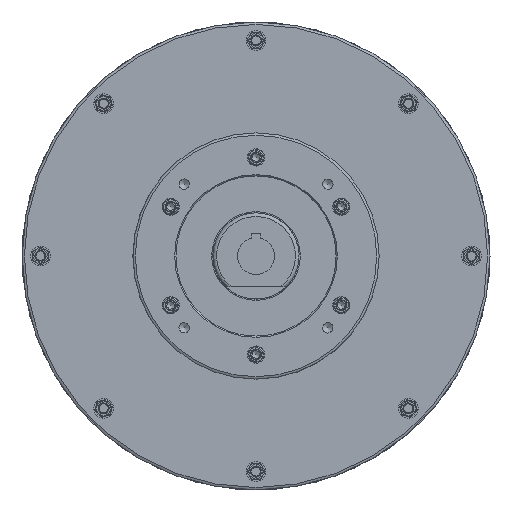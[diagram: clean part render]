
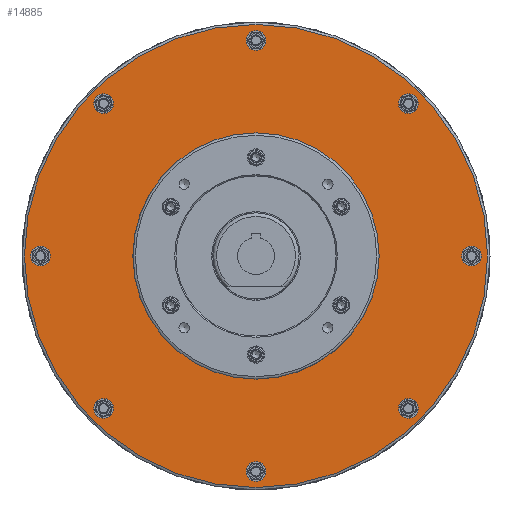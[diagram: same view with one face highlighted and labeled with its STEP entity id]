
A CAD part, left-side view. The second image highlights one B-rep face of the part: STEP entity #14885.
In plain terms, the highlighted planar face has unit normal (-1, 0, 0).
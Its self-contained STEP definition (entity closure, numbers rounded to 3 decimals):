
#2821=FACE_BOUND('',#5178,.T.);
#2822=FACE_BOUND('',#5179,.T.);
#2823=FACE_BOUND('',#5180,.T.);
#2824=FACE_BOUND('',#5181,.T.);
#2825=FACE_BOUND('',#5182,.T.);
#2826=FACE_BOUND('',#5183,.T.);
#2827=FACE_BOUND('',#5184,.T.);
#2828=FACE_BOUND('',#5185,.T.);
#2829=FACE_BOUND('',#5186,.T.);
#3733=FACE_OUTER_BOUND('',#5177,.T.);
#5177=EDGE_LOOP('',(#11832));
#5178=EDGE_LOOP('',(#11833));
#5179=EDGE_LOOP('',(#11834));
#5180=EDGE_LOOP('',(#11835));
#5181=EDGE_LOOP('',(#11836));
#5182=EDGE_LOOP('',(#11837));
#5183=EDGE_LOOP('',(#11838));
#5184=EDGE_LOOP('',(#11839));
#5185=EDGE_LOOP('',(#11840));
#5186=EDGE_LOOP('',(#11841));
#6008=CIRCLE('',#16117,8.);
#6024=CIRCLE('',#16156,8.);
#6030=CIRCLE('',#16166,8.);
#6046=CIRCLE('',#16205,8.);
#6052=CIRCLE('',#16215,8.);
#6068=CIRCLE('',#16254,8.);
#6074=CIRCLE('',#16264,8.);
#6090=CIRCLE('',#16303,8.);
#6111=CIRCLE('',#16368,188.);
#6112=CIRCLE('',#16369,60.);
#7076=VERTEX_POINT('',#23611);
#7104=VERTEX_POINT('',#23726);
#7110=VERTEX_POINT('',#23742);
#7138=VERTEX_POINT('',#23857);
#7144=VERTEX_POINT('',#23873);
#7172=VERTEX_POINT('',#23988);
#7178=VERTEX_POINT('',#24004);
#7206=VERTEX_POINT('',#24119);
#7263=VERTEX_POINT('',#24349);
#7264=VERTEX_POINT('',#24351);
#8611=EDGE_CURVE('',#7076,#7076,#6008,.T.);
#8651=EDGE_CURVE('',#7104,#7104,#6024,.T.);
#8657=EDGE_CURVE('',#7110,#7110,#6030,.T.);
#8697=EDGE_CURVE('',#7138,#7138,#6046,.T.);
#8703=EDGE_CURVE('',#7144,#7144,#6052,.T.);
#8743=EDGE_CURVE('',#7172,#7172,#6068,.T.);
#8749=EDGE_CURVE('',#7178,#7178,#6074,.T.);
#8789=EDGE_CURVE('',#7206,#7206,#6090,.T.);
#8870=EDGE_CURVE('',#7263,#7263,#6111,.T.);
#8871=EDGE_CURVE('',#7264,#7264,#6112,.T.);
#11832=ORIENTED_EDGE('',*,*,#8870,.T.);
#11833=ORIENTED_EDGE('',*,*,#8611,.T.);
#11834=ORIENTED_EDGE('',*,*,#8651,.T.);
#11835=ORIENTED_EDGE('',*,*,#8657,.T.);
#11836=ORIENTED_EDGE('',*,*,#8697,.T.);
#11837=ORIENTED_EDGE('',*,*,#8703,.T.);
#11838=ORIENTED_EDGE('',*,*,#8743,.T.);
#11839=ORIENTED_EDGE('',*,*,#8749,.T.);
#11840=ORIENTED_EDGE('',*,*,#8789,.T.);
#11841=ORIENTED_EDGE('',*,*,#8871,.T.);
#13060=PLANE('',#16367);
#14885=ADVANCED_FACE('',(#3733,#2821,#2822,#2823,#2824,#2825,#2826,#2827,
#2828,#2829),#13060,.F.);
#16117=AXIS2_PLACEMENT_3D('',#23612,#19237,#19238);
#16156=AXIS2_PLACEMENT_3D('',#23727,#19327,#19328);
#16166=AXIS2_PLACEMENT_3D('',#23743,#19347,#19348);
#16205=AXIS2_PLACEMENT_3D('',#23858,#19437,#19438);
#16215=AXIS2_PLACEMENT_3D('',#23874,#19457,#19458);
#16254=AXIS2_PLACEMENT_3D('',#23989,#19547,#19548);
#16264=AXIS2_PLACEMENT_3D('',#24005,#19567,#19568);
#16303=AXIS2_PLACEMENT_3D('',#24120,#19657,#19658);
#16367=AXIS2_PLACEMENT_3D('',#24348,#19821,#19822);
#16368=AXIS2_PLACEMENT_3D('',#24350,#19823,#19824);
#16369=AXIS2_PLACEMENT_3D('',#24352,#19825,#19826);
#19237=DIRECTION('center_axis',(1.,0.,0.));
#19238=DIRECTION('ref_axis',(0.,0.707,-0.707));
#19327=DIRECTION('center_axis',(1.,0.,0.));
#19328=DIRECTION('ref_axis',(0.,0.,
-1.));
#19347=DIRECTION('center_axis',(1.,0.,0.));
#19348=DIRECTION('ref_axis',(0.,-0.707,-0.707));
#19437=DIRECTION('center_axis',(1.,0.,0.));
#19438=DIRECTION('ref_axis',(0.,-1.,0.));
#19457=DIRECTION('center_axis',(1.,0.,0.));
#19458=DIRECTION('ref_axis',(0.,-0.707,0.707));
#19547=DIRECTION('center_axis',(1.,0.,0.));
#19548=DIRECTION('ref_axis',(0.,0.,
1.));
#19567=DIRECTION('center_axis',(1.,0.,0.));
#19568=DIRECTION('ref_axis',(0.,0.707,0.707));
#19657=DIRECTION('center_axis',(1.,0.,0.));
#19658=DIRECTION('ref_axis',(0.,1.,0.));
#19821=DIRECTION('center_axis',(1.,0.,0.));
#19822=DIRECTION('ref_axis',(0.,0.,1.));
#19823=DIRECTION('center_axis',(-1.,0.,0.));
#19824=DIRECTION('ref_axis',(0.,0.,
-1.));
#19825=DIRECTION('center_axis',(1.,0.,0.));
#19826=DIRECTION('ref_axis',(0.,-1.,0.));
#23611=CARTESIAN_POINT('',(-235.,118.087,129.401));
#23612=CARTESIAN_POINT('Origin',(-235.,123.744,123.744));
#23726=CARTESIAN_POINT('',(-235.,175.,8.));
#23727=CARTESIAN_POINT('Origin',(-235.,175.,0.));
#23742=CARTESIAN_POINT('',(-235.,129.401,-118.087));
#23743=CARTESIAN_POINT('Origin',(-235.,123.744,-123.744));
#23857=CARTESIAN_POINT('',(-235.,8.,-175.));
#23858=CARTESIAN_POINT('Origin',(-235.,0.,
-175.));
#23873=CARTESIAN_POINT('',(-235.,-118.087,-129.401));
#23874=CARTESIAN_POINT('Origin',(-235.,-123.744,-123.744));
#23988=CARTESIAN_POINT('',(-235.,-175.,-8.));
#23989=CARTESIAN_POINT('Origin',(-235.,-175.,0.));
#24004=CARTESIAN_POINT('',(-235.,-129.401,118.087));
#24005=CARTESIAN_POINT('Origin',(-235.,-123.744,123.744));
#24119=CARTESIAN_POINT('',(-235.,-8.,175.));
#24120=CARTESIAN_POINT('Origin',(-235.,0.,
175.));
#24348=CARTESIAN_POINT('Origin',(-235.,0.,
44.8));
#24349=CARTESIAN_POINT('',(-235.,0.,188.));
#24350=CARTESIAN_POINT('Origin',(-235.,0.,
0.));
#24351=CARTESIAN_POINT('',(-235.,0.,60.));
#24352=CARTESIAN_POINT('Origin',(-235.,0.,0.));
